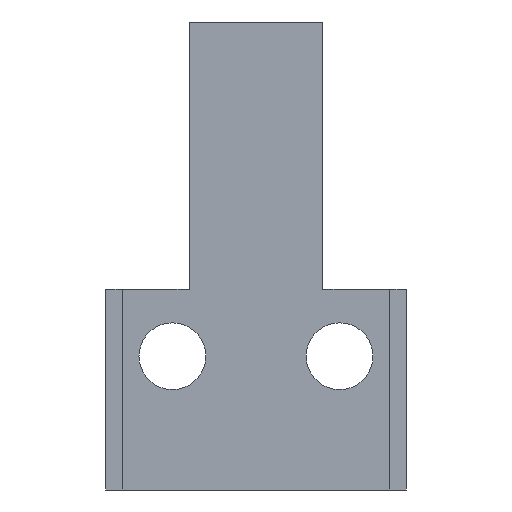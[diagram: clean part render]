
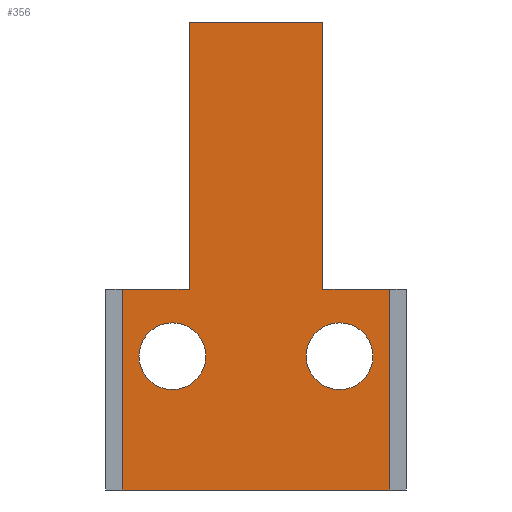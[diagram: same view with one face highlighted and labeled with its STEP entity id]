
A CAD part, front view. The second image highlights one B-rep face of the part: STEP entity #356.
In plain terms, the highlighted planar face has unit normal (0, -1, 0).
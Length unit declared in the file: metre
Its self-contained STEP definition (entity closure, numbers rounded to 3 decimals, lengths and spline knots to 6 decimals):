
#17=CIRCLE('',#390,0.003175);
#18=CIRCLE('',#391,0.003175);
#43=ORIENTED_EDGE('',*,*,#137,.F.);
#44=ORIENTED_EDGE('',*,*,#136,.T.);
#45=ORIENTED_EDGE('',*,*,#138,.T.);
#46=ORIENTED_EDGE('',*,*,#139,.T.);
#47=ORIENTED_EDGE('',*,*,#140,.T.);
#48=ORIENTED_EDGE('',*,*,#141,.T.);
#49=ORIENTED_EDGE('',*,*,#142,.T.);
#50=ORIENTED_EDGE('',*,*,#123,.T.);
#51=ORIENTED_EDGE('',*,*,#143,.T.);
#52=ORIENTED_EDGE('',*,*,#144,.F.);
#123=EDGE_CURVE('',#172,#171,#205,.T.);
#136=EDGE_CURVE('',#180,#182,#217,.T.);
#137=EDGE_CURVE('',#180,#171,#218,.T.);
#138=EDGE_CURVE('',#182,#183,#219,.T.);
#139=EDGE_CURVE('',#183,#184,#220,.T.);
#140=EDGE_CURVE('',#184,#185,#221,.T.);
#141=EDGE_CURVE('',#185,#186,#222,.T.);
#142=EDGE_CURVE('',#186,#172,#223,.T.);
#143=EDGE_CURVE('',#187,#187,#17,.T.);
#144=EDGE_CURVE('',#188,#188,#18,.T.);
#171=VERTEX_POINT('',#516);
#172=VERTEX_POINT('',#518);
#180=VERTEX_POINT('',#537);
#182=VERTEX_POINT('',#542);
#183=VERTEX_POINT('',#547);
#184=VERTEX_POINT('',#549);
#185=VERTEX_POINT('',#551);
#186=VERTEX_POINT('',#553);
#187=VERTEX_POINT('',#556);
#188=VERTEX_POINT('',#558);
#205=LINE('',#517,#245);
#217=LINE('',#543,#257);
#218=LINE('',#545,#258);
#219=LINE('',#546,#259);
#220=LINE('',#548,#260);
#221=LINE('',#550,#261);
#222=LINE('',#552,#262);
#223=LINE('',#554,#263);
#245=VECTOR('',#419,1.);
#257=VECTOR('',#437,1.);
#258=VECTOR('',#440,1.);
#259=VECTOR('',#441,1.);
#260=VECTOR('',#442,1.);
#261=VECTOR('',#443,1.);
#262=VECTOR('',#444,1.);
#263=VECTOR('',#445,1.);
#286=EDGE_LOOP('',(#43,#44,#45,#46,#47,#48,#49,#50));
#287=EDGE_LOOP('',(#51));
#288=EDGE_LOOP('',(#52));
#314=FACE_BOUND('',#286,.T.);
#315=FACE_BOUND('',#287,.T.);
#316=FACE_BOUND('',#288,.T.);
#341=PLANE('',#389);
#356=ADVANCED_FACE('',(#314,#315,#316),#341,.T.);
#389=AXIS2_PLACEMENT_3D('',#544,#438,#439);
#390=AXIS2_PLACEMENT_3D('',#555,#446,#447);
#391=AXIS2_PLACEMENT_3D('',#557,#448,#449);
#419=DIRECTION('',(1.,0.,0.));
#437=DIRECTION('',(-1.,0.,0.));
#438=DIRECTION('',(0.,-1.,0.));
#439=DIRECTION('',(1.,0.,0.));
#440=DIRECTION('',(0.,0.,-1.));
#441=DIRECTION('',(0.,0.,1.));
#442=DIRECTION('',(-1.,0.,0.));
#443=DIRECTION('',(0.,0.,-1.));
#444=DIRECTION('',(-1.,0.,0.));
#445=DIRECTION('',(0.,0.,-1.));
#446=DIRECTION('',(0.,1.,0.));
#447=DIRECTION('',(0.,0.,-1.));
#448=DIRECTION('',(0.,-1.,0.));
#449=DIRECTION('',(0.,0.,-1.));
#516=CARTESIAN_POINT('',(0.026988,0.,0.));
#517=CARTESIAN_POINT('',(0.014288,0.,0.));
#518=CARTESIAN_POINT('',(0.001588,0.,0.));
#537=CARTESIAN_POINT('',(0.026988,0.,0.01905));
#542=CARTESIAN_POINT('',(0.020638,0.,0.01905));
#543=CARTESIAN_POINT('',(0.024606,0.,0.01905));
#544=CARTESIAN_POINT('',(0.014288,0.,0.022225));
#545=CARTESIAN_POINT('',(0.026988,0.,0.05475));
#546=CARTESIAN_POINT('',(0.020638,0.,0.03175));
#547=CARTESIAN_POINT('',(0.020638,0.,0.04445));
#548=CARTESIAN_POINT('',(0.014288,0.,0.04445));
#549=CARTESIAN_POINT('',(0.007938,0.,0.04445));
#550=CARTESIAN_POINT('',(0.007938,0.,0.03175));
#551=CARTESIAN_POINT('',(0.007938,0.,0.01905));
#552=CARTESIAN_POINT('',(0.003969,0.,0.01905));
#553=CARTESIAN_POINT('',(0.001588,0.,0.01905));
#554=CARTESIAN_POINT('',(0.001588,0.,0.05475));
#555=CARTESIAN_POINT('',(0.022225,0.,0.0127));
#556=CARTESIAN_POINT('',(0.022225,0.,0.009525));
#557=CARTESIAN_POINT('',(0.00635,0.,0.0127));
#558=CARTESIAN_POINT('',(0.00635,0.,0.009525));
